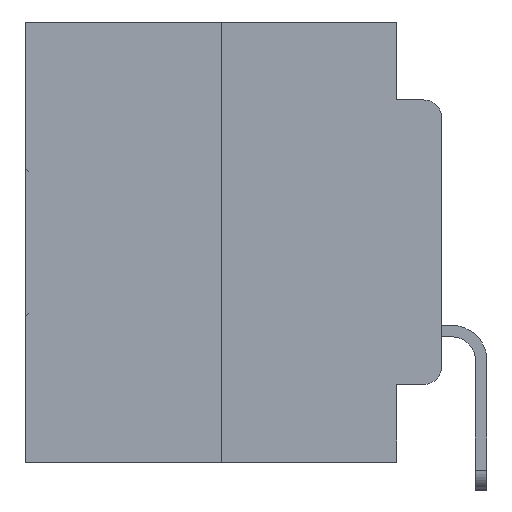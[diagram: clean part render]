
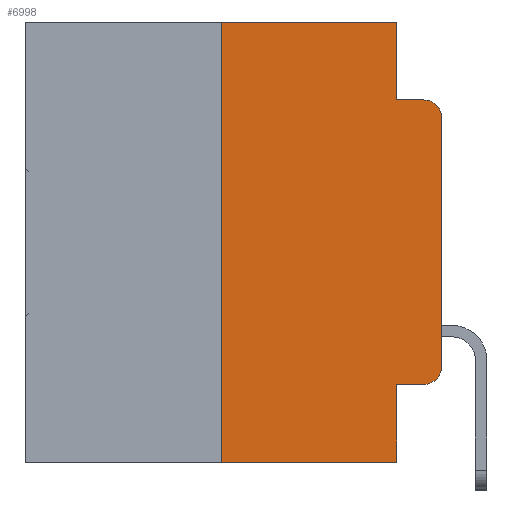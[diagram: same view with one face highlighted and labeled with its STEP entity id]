
A CAD part, left-side view. The second image highlights one B-rep face of the part: STEP entity #6998.
In plain terms, the highlighted planar face has unit normal (-1, 0, 0).
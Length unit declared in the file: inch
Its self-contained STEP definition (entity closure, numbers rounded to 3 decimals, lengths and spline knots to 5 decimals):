
#26 = ORIENTED_EDGE ( 'NONE', *, *, #253, .T. ) ;
#53 = LINE ( 'NONE', #28393, #18593 ) ;
#253 = EDGE_CURVE ( 'NONE', #7883, #951, #8462, .T. ) ;
#367 = CARTESIAN_POINT ( 'NONE',  ( 0., 0.051, -0.0885 ) ) ;
#747 = ORIENTED_EDGE ( 'NONE', *, *, #3777, .F. ) ;
#951 = VERTEX_POINT ( 'NONE', #2968 ) ;
#955 = CARTESIAN_POINT ( 'NONE',  ( 0., 0., 0. ) ) ;
#1340 = EDGE_CURVE ( 'NONE', #25652, #23126, #53, .T. ) ;
#2185 = DIRECTION ( 'NONE',  ( 0., 0., -1. ) ) ;
#2557 = ORIENTED_EDGE ( 'NONE', *, *, #26506, .T. ) ;
#2612 = CARTESIAN_POINT ( 'NONE',  ( 0., 0.051, -0.0885 ) ) ;
#2886 = CARTESIAN_POINT ( 'NONE',  ( 0., 0.473, 0. ) ) ;
#2968 = CARTESIAN_POINT ( 'NONE',  ( 0., 0.051, -0.5 ) ) ;
#3633 = AXIS2_PLACEMENT_3D ( 'NONE', #27133, #13419, #29290 ) ;
#3777 = EDGE_CURVE ( 'NONE', #24771, #951, #28996, .T. ) ;
#4011 = ORIENTED_EDGE ( 'NONE', *, *, #4840, .T. ) ;
#4840 = EDGE_CURVE ( 'NONE', #30080, #9682, #20736, .T. ) ;
#5295 = EDGE_CURVE ( 'NONE', #7883, #5369, #9860, .T. ) ;
#5369 = VERTEX_POINT ( 'NONE', #28561 ) ;
#6102 = CARTESIAN_POINT ( 'NONE',  ( 0., 0.051, 0. ) ) ;
#6998 = ADVANCED_FACE ( 'NONE', ( #28957 ), #23986, .F. ) ;
#7015 = CARTESIAN_POINT ( 'NONE',  ( 0., 0.051, 0. ) ) ;
#7591 = VECTOR ( 'NONE', #20171, 39.37008 ) ;
#7883 = VERTEX_POINT ( 'NONE', #10167 ) ;
#7947 = ORIENTED_EDGE ( 'NONE', *, *, #18633, .T. ) ;
#7995 = CIRCLE ( 'NONE', #3633, 0.02 ) ;
#8032 = DIRECTION ( 'NONE',  ( 0., -1., 0. ) ) ;
#8462 = LINE ( 'NONE', #23396, #26250 ) ;
#9231 = EDGE_CURVE ( 'NONE', #5369, #25652, #11829, .T. ) ;
#9241 = ORIENTED_EDGE ( 'NONE', *, *, #18446, .T. ) ;
#9682 = VERTEX_POINT ( 'NONE', #18599 ) ;
#9860 = LINE ( 'NONE', #21457, #16050 ) ;
#10088 = DIRECTION ( 'NONE',  ( 1., 0., 0. ) ) ;
#10149 = DIRECTION ( 'NONE',  ( 0., -1., 0. ) ) ;
#10167 = CARTESIAN_POINT ( 'NONE',  ( 0., 0.25, -0.5 ) ) ;
#10759 = ORIENTED_EDGE ( 'NONE', *, *, #12707, .F. ) ;
#11221 = ORIENTED_EDGE ( 'NONE', *, *, #1340, .F. ) ;
#11773 = ORIENTED_EDGE ( 'NONE', *, *, #9231, .F. ) ;
#11829 = LINE ( 'NONE', #2886, #22618 ) ;
#12707 = EDGE_CURVE ( 'NONE', #23126, #24261, #20778, .T. ) ;
#13050 = ORIENTED_EDGE ( 'NONE', *, *, #5295, .F. ) ;
#13418 = EDGE_LOOP ( 'NONE', ( #7947, #9241, #10759, #11221, #11773, #13050, #26, #747, #2557, #4011 ) ) ;
#13419 = DIRECTION ( 'NONE',  ( -1., 0., 0. ) ) ;
#13887 = DIRECTION ( 'NONE',  ( 0., -1., 0. ) ) ;
#14102 = LINE ( 'NONE', #24300, #25578 ) ;
#14633 = LINE ( 'NONE', #955, #7591 ) ;
#14712 = VECTOR ( 'NONE', #10149, 39.37008 ) ;
#15059 = AXIS2_PLACEMENT_3D ( 'NONE', #30230, #16645, #2185 ) ;
#16050 = VECTOR ( 'NONE', #23837, 39.37008 ) ;
#16645 = DIRECTION ( 'NONE',  ( -1., 0., 0. ) ) ;
#16834 = VECTOR ( 'NONE', #27003, 39.37008 ) ;
#16953 = CARTESIAN_POINT ( 'NONE',  ( 0., 0.473, 0. ) ) ;
#18446 = EDGE_CURVE ( 'NONE', #29151, #24261, #7995, .T. ) ;
#18593 = VECTOR ( 'NONE', #26129, 39.37008 ) ;
#18599 = CARTESIAN_POINT ( 'NONE',  ( 0., 0., -0.3915 ) ) ;
#18633 = EDGE_CURVE ( 'NONE', #9682, #29151, #14633, .T. ) ;
#19548 = DIRECTION ( 'NONE',  ( 0., -1., 0. ) ) ;
#20171 = DIRECTION ( 'NONE',  ( 0., 0., 1. ) ) ;
#20736 = CIRCLE ( 'NONE', #15059, 0.02 ) ;
#20778 = LINE ( 'NONE', #2612, #14712 ) ;
#21457 = CARTESIAN_POINT ( 'NONE',  ( 0., 0.25, 0. ) ) ;
#21895 = CARTESIAN_POINT ( 'NONE',  ( 0., 0.02, -0.4115 ) ) ;
#22618 = VECTOR ( 'NONE', #19548, 39.37008 ) ;
#22851 = AXIS2_PLACEMENT_3D ( 'NONE', #16953, #10088, #26277 ) ;
#23126 = VERTEX_POINT ( 'NONE', #367 ) ;
#23396 = CARTESIAN_POINT ( 'NONE',  ( 0., 0.473, -0.5 ) ) ;
#23837 = DIRECTION ( 'NONE',  ( 0., 0., 1. ) ) ;
#23986 = PLANE ( 'NONE',  #22851 ) ;
#24261 = VERTEX_POINT ( 'NONE', #24822 ) ;
#24300 = CARTESIAN_POINT ( 'NONE',  ( 0., 0.051, -0.4115 ) ) ;
#24771 = VERTEX_POINT ( 'NONE', #30457 ) ;
#24822 = CARTESIAN_POINT ( 'NONE',  ( 0., 0.02, -0.0885 ) ) ;
#25578 = VECTOR ( 'NONE', #8032, 39.37008 ) ;
#25652 = VERTEX_POINT ( 'NONE', #7015 ) ;
#25686 = CARTESIAN_POINT ( 'NONE',  ( 0., 0., -0.1085 ) ) ;
#26129 = DIRECTION ( 'NONE',  ( 0., 0., -1. ) ) ;
#26250 = VECTOR ( 'NONE', #13887, 39.37008 ) ;
#26277 = DIRECTION ( 'NONE',  ( 0., 0., -1. ) ) ;
#26506 = EDGE_CURVE ( 'NONE', #24771, #30080, #14102, .T. ) ;
#27003 = DIRECTION ( 'NONE',  ( 0., 0., -1. ) ) ;
#27133 = CARTESIAN_POINT ( 'NONE',  ( 0., 0.02, -0.1085 ) ) ;
#28393 = CARTESIAN_POINT ( 'NONE',  ( 0., 0.051, 0. ) ) ;
#28561 = CARTESIAN_POINT ( 'NONE',  ( 0., 0.25, 0. ) ) ;
#28957 = FACE_OUTER_BOUND ( 'NONE', #13418, .T. ) ;
#28996 = LINE ( 'NONE', #6102, #16834 ) ;
#29151 = VERTEX_POINT ( 'NONE', #25686 ) ;
#29290 = DIRECTION ( 'NONE',  ( 0., 0., -1. ) ) ;
#30080 = VERTEX_POINT ( 'NONE', #21895 ) ;
#30230 = CARTESIAN_POINT ( 'NONE',  ( 0., 0.02, -0.3915 ) ) ;
#30457 = CARTESIAN_POINT ( 'NONE',  ( 0., 0.051, -0.4115 ) ) ;
